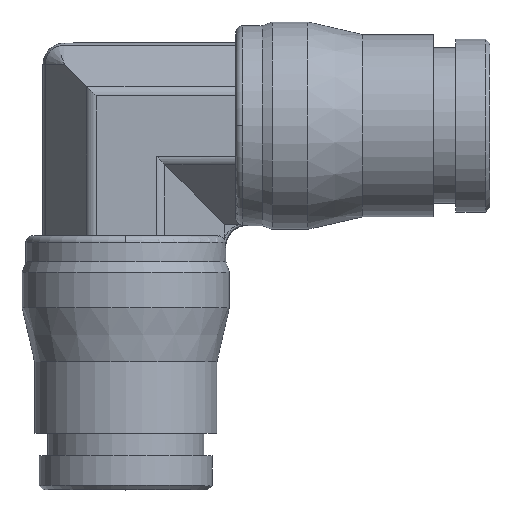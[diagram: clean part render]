
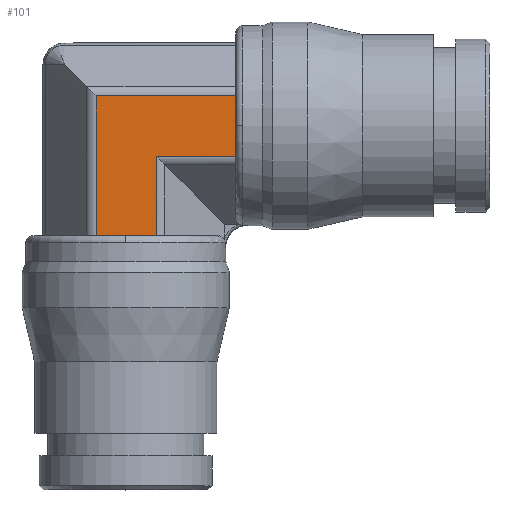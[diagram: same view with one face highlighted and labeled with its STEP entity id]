
A CAD part, top view. The second image highlights one B-rep face of the part: STEP entity #101.
In plain terms, the highlighted planar face has unit normal (0, 0, 1).
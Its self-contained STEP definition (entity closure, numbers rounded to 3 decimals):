
#101=ADVANCED_FACE('',(#256),#257,.T.);
#256=FACE_OUTER_BOUND('',#458,.T.);
#257=PLANE('',#459);
#458=EDGE_LOOP('',(#973,#974,#975,#976,#977,#978));
#459=AXIS2_PLACEMENT_3D('',#979,#980,#981);
#973=ORIENTED_EDGE('',*,*,#1471,.T.);
#974=ORIENTED_EDGE('',*,*,#1472,.T.);
#975=ORIENTED_EDGE('',*,*,#1473,.F.);
#976=ORIENTED_EDGE('',*,*,#1474,.F.);
#977=ORIENTED_EDGE('',*,*,#1475,.T.);
#978=ORIENTED_EDGE('',*,*,#1468,.T.);
#979=CARTESIAN_POINT('',(-16.804,-0.043,5.5));
#980=DIRECTION('',(0.,0.,1.0));
#981=DIRECTION('',(0.,1.0,0.));
#1468=EDGE_CURVE('',#1821,#1819,#1822,.T.);
#1471=EDGE_CURVE('',#1819,#1826,#1827,.T.);
#1472=EDGE_CURVE('',#1826,#1828,#1829,.T.);
#1473=EDGE_CURVE('',#1830,#1828,#1831,.T.);
#1474=EDGE_CURVE('',#1832,#1830,#1833,.T.);
#1475=EDGE_CURVE('',#1832,#1821,#1834,.T.);
#1819=VERTEX_POINT('',#4973);
#1821=VERTEX_POINT('',#4975);
#1822=LINE('',#4976,#4977);
#1826=VERTEX_POINT('',#5427);
#1827=LINE('',#5428,#5429);
#1828=VERTEX_POINT('',#5430);
#1829=(B_SPLINE_CURVE(2,(#5432,#5433,#5434),.UNSPECIFIED.,.F.,.F.)B_SPLINE_CURVE_WITH_KNOTS((3,3),(0.0,4.327),.UNSPECIFIED.)RATIONAL_B_SPLINE_CURVE((1.0,1.075,1.0))BOUNDED_CURVE()REPRESENTATION_ITEM('')GEOMETRIC_REPRESENTATION_ITEM()CURVE());
#1830=VERTEX_POINT('',#5441);
#1831=LINE('',#5442,#5443);
#1832=VERTEX_POINT('',#5444);
#1833=LINE('',#5445,#5446);
#1834=(B_SPLINE_CURVE(2,(#5448,#5449,#5450),.UNSPECIFIED.,.F.,.F.)B_SPLINE_CURVE_WITH_KNOTS((3,3),(0.0,4.327),.UNSPECIFIED.)RATIONAL_B_SPLINE_CURVE((1.0,1.075,1.0))BOUNDED_CURVE()REPRESENTATION_ITEM('')GEOMETRIC_REPRESENTATION_ITEM()CURVE());
#4973=CARTESIAN_POINT('',(-27.582,2.077,5.5));
#4975=CARTESIAN_POINT('',(-17.804,2.077,5.5));
#4976=CARTESIAN_POINT('',(-16.804,2.077,5.5));
#4977=VECTOR('',#7747,1.0);
#5427=CARTESIAN_POINT('',(-27.582,-7.701,5.5));
#5428=CARTESIAN_POINT('',(-27.582,2.628,5.5));
#5429=VECTOR('',#7749,1.0);
#5430=CARTESIAN_POINT('',(-23.341,-7.701,5.5));
#5432=CARTESIAN_POINT('',(-27.669,-7.701,5.5));
#5433=CARTESIAN_POINT('',(-25.505,-7.701,5.5));
#5434=CARTESIAN_POINT('',(-23.341,-7.701,5.5));
#5441=CARTESIAN_POINT('',(-23.341,-2.164,5.5));
#5442=CARTESIAN_POINT('',(-23.341,4.299,5.5));
#5443=VECTOR('',#7750,1.0);
#5444=CARTESIAN_POINT('',(-17.804,-2.164,5.5));
#5445=CARTESIAN_POINT('',(-16.804,-2.164,5.5));
#5446=VECTOR('',#7751,1.0);
#5448=CARTESIAN_POINT('',(-17.804,-2.164,5.5));
#5449=CARTESIAN_POINT('',(-17.804,0.,5.5));
#5450=CARTESIAN_POINT('',(-17.804,2.164,5.5));
#7747=DIRECTION('',(-1.0,0.0,0.));
#7749=DIRECTION('',(0.,-1.0,0.));
#7750=DIRECTION('',(0.,-1.0,0.));
#7751=DIRECTION('',(-1.0,0.0,0.));
